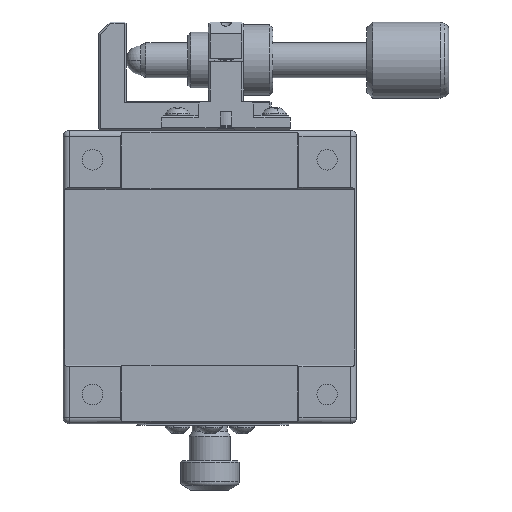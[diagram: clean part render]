
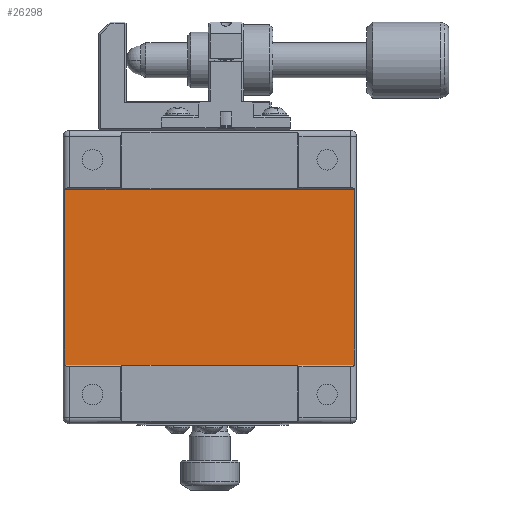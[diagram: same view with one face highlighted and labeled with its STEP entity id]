
A CAD part, front view. The second image highlights one B-rep face of the part: STEP entity #26298.
In plain terms, the highlighted planar face has unit normal (0, -1, 0).
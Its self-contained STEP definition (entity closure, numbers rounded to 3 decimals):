
#2865 = VECTOR ( 'NONE', #28703, 1000. ) ;
#4281 = VERTEX_POINT ( 'NONE', #14293 ) ;
#5319 = CARTESIAN_POINT ( 'NONE',  ( 60.708, -18.778, -17.936 ) ) ;
#5643 = VERTEX_POINT ( 'NONE', #14501 ) ;
#8202 = CARTESIAN_POINT ( 'NONE',  ( 10.994, -18.778, -17.936 ) ) ;
#14293 = CARTESIAN_POINT ( 'NONE',  ( 60.708, -18.778, 12.064 ) ) ;
#14501 = CARTESIAN_POINT ( 'NONE',  ( 60.708, -18.778, -17.936 ) ) ;
#16665 = LINE ( 'NONE', #8202, #36993 ) ;
#17350 = EDGE_CURVE ( 'NONE', #46814, #4281, #28415, .T. ) ;
#18342 = EDGE_CURVE ( 'NONE', #5643, #4281, #36500, .T. ) ;
#20055 = PLANE ( 'NONE',  #54748 ) ;
#22082 = CARTESIAN_POINT ( 'NONE',  ( 10.994, -18.778, 12.064 ) ) ;
#24370 = CARTESIAN_POINT ( 'NONE',  ( 11.279, -18.778, 12.064 ) ) ;
#25582 = CARTESIAN_POINT ( 'NONE',  ( 11.279, -18.778, 12.064 ) ) ;
#26298 = ADVANCED_FACE ( 'NONE', ( #37265 ), #20055, .T. ) ;
#28415 = LINE ( 'NONE', #22082, #50149 ) ;
#28703 = DIRECTION ( 'NONE',  ( 0., 0., -1. ) ) ;
#28759 = DIRECTION ( 'NONE',  ( 0., 0., -1. ) ) ;
#31575 = ORIENTED_EDGE ( 'NONE', *, *, #17350, .F. ) ;
#35041 = ORIENTED_EDGE ( 'NONE', *, *, #18342, .T. ) ;
#36052 = LINE ( 'NONE', #24370, #2865 ) ;
#36500 = LINE ( 'NONE', #5319, #47987 ) ;
#36993 = VECTOR ( 'NONE', #42895, 1000. ) ;
#37220 = EDGE_LOOP ( 'NONE', ( #31575, #52291, #54051, #35041 ) ) ;
#37265 = FACE_OUTER_BOUND ( 'NONE', #37220, .T. ) ;
#39541 = DIRECTION ( 'NONE',  ( 1., 0., 0. ) ) ;
#40539 = CARTESIAN_POINT ( 'NONE',  ( 11.279, -18.778, -17.936 ) ) ;
#40798 = EDGE_CURVE ( 'NONE', #45615, #5643, #16665, .T. ) ;
#42895 = DIRECTION ( 'NONE',  ( 1., 0., 0. ) ) ;
#45615 = VERTEX_POINT ( 'NONE', #40539 ) ;
#46814 = VERTEX_POINT ( 'NONE', #25582 ) ;
#47987 = VECTOR ( 'NONE', #48675, 1000. ) ;
#48385 = EDGE_CURVE ( 'NONE', #46814, #45615, #36052, .T. ) ;
#48675 = DIRECTION ( 'NONE',  ( 0., 0., 1. ) ) ;
#50149 = VECTOR ( 'NONE', #39541, 1000. ) ;
#50390 = CARTESIAN_POINT ( 'NONE',  ( 10.994, -18.778, 12.064 ) ) ;
#52291 = ORIENTED_EDGE ( 'NONE', *, *, #48385, .T. ) ;
#54051 = ORIENTED_EDGE ( 'NONE', *, *, #40798, .T. ) ;
#54748 = AXIS2_PLACEMENT_3D ( 'NONE', #50390, #54776, #28759 ) ;
#54776 = DIRECTION ( 'NONE',  ( 0., -1., 0. ) ) ;
